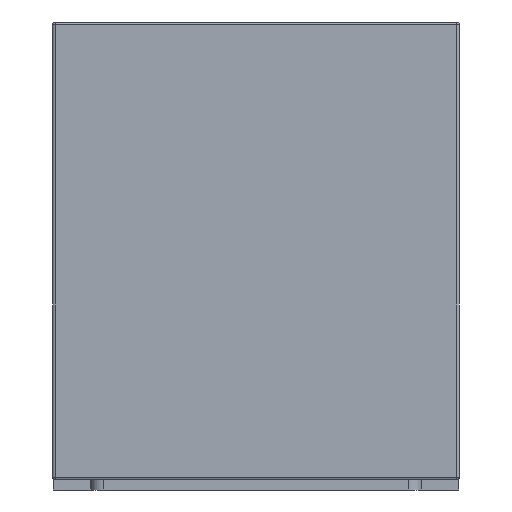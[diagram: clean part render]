
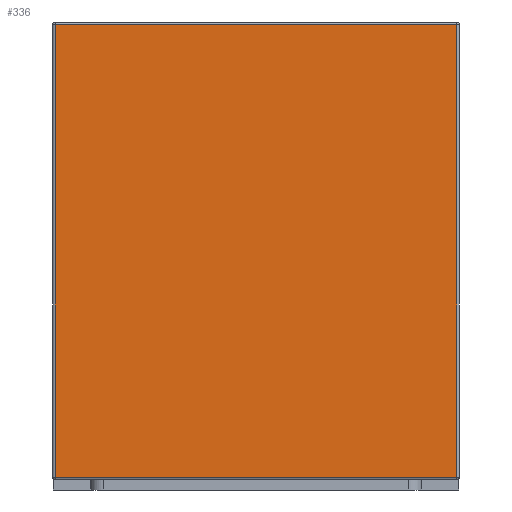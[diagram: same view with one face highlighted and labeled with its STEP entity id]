
A CAD part, front view. The second image highlights one B-rep face of the part: STEP entity #336.
In plain terms, the highlighted planar face has unit normal (0, -1, 0).
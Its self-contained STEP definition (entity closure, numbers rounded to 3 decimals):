
#135 = EDGE_CURVE ( 'NONE', #2182, #2244, #517, .T. ) ;
#191 = DIRECTION ( 'NONE',  ( 1., 0., 0. ) ) ;
#246 = VERTEX_POINT ( 'NONE', #1263 ) ;
#247 = AXIS2_PLACEMENT_3D ( 'NONE', #2553, #1535, #2363 ) ;
#336 = ADVANCED_FACE ( 'NONE', ( #1732 ), #1921, .F. ) ;
#359 = CARTESIAN_POINT ( 'NONE',  ( 0.395, -1., 0.9 ) ) ;
#517 = LINE ( 'NONE', #559, #2396 ) ;
#524 = EDGE_CURVE ( 'NONE', #2596, #246, #1260, .T. ) ;
#559 = CARTESIAN_POINT ( 'NONE',  ( -0.395, -1., 0.9 ) ) ;
#710 = CARTESIAN_POINT ( 'NONE',  ( 0.4, -1., 0.895 ) ) ;
#775 = ORIENTED_EDGE ( 'NONE', *, *, #2089, .T. ) ;
#923 = VECTOR ( 'NONE', #191, 1000. ) ;
#1003 = CARTESIAN_POINT ( 'NONE',  ( -0.395, -1., 0.895 ) ) ;
#1029 = DIRECTION ( 'NONE',  ( -1., 0., 0. ) ) ;
#1080 = EDGE_CURVE ( 'NONE', #246, #2182, #2601, .T. ) ;
#1260 = LINE ( 'NONE', #359, #1795 ) ;
#1263 = CARTESIAN_POINT ( 'NONE',  ( 0.395, -1., 0.895 ) ) ;
#1457 = LINE ( 'NONE', #1891, #923 ) ;
#1493 = CARTESIAN_POINT ( 'NONE',  ( -0.395, -1., 0.005 ) ) ;
#1535 = DIRECTION ( 'NONE',  ( 0., 1., 0. ) ) ;
#1732 = FACE_OUTER_BOUND ( 'NONE', #2572, .T. ) ;
#1739 = CARTESIAN_POINT ( 'NONE',  ( 0.395, -1., 0.005 ) ) ;
#1795 = VECTOR ( 'NONE', #2236, 1000. ) ;
#1891 = CARTESIAN_POINT ( 'NONE',  ( 0.4, -1., 0.005 ) ) ;
#1921 = PLANE ( 'NONE',  #247 ) ;
#2035 = ORIENTED_EDGE ( 'NONE', *, *, #1080, .T. ) ;
#2089 = EDGE_CURVE ( 'NONE', #2244, #2596, #1457, .T. ) ;
#2179 = ORIENTED_EDGE ( 'NONE', *, *, #135, .T. ) ;
#2182 = VERTEX_POINT ( 'NONE', #1003 ) ;
#2221 = DIRECTION ( 'NONE',  ( 0., 0., -1. ) ) ;
#2236 = DIRECTION ( 'NONE',  ( 0., 0., 1. ) ) ;
#2244 = VERTEX_POINT ( 'NONE', #1493 ) ;
#2318 = VECTOR ( 'NONE', #1029, 1000. ) ;
#2363 = DIRECTION ( 'NONE',  ( 0., 0., 1. ) ) ;
#2396 = VECTOR ( 'NONE', #2221, 1000. ) ;
#2426 = ORIENTED_EDGE ( 'NONE', *, *, #524, .T. ) ;
#2553 = CARTESIAN_POINT ( 'NONE',  ( 0.4, -1., 0.9 ) ) ;
#2572 = EDGE_LOOP ( 'NONE', ( #2035, #2179, #775, #2426 ) ) ;
#2596 = VERTEX_POINT ( 'NONE', #1739 ) ;
#2601 = LINE ( 'NONE', #710, #2318 ) ;
